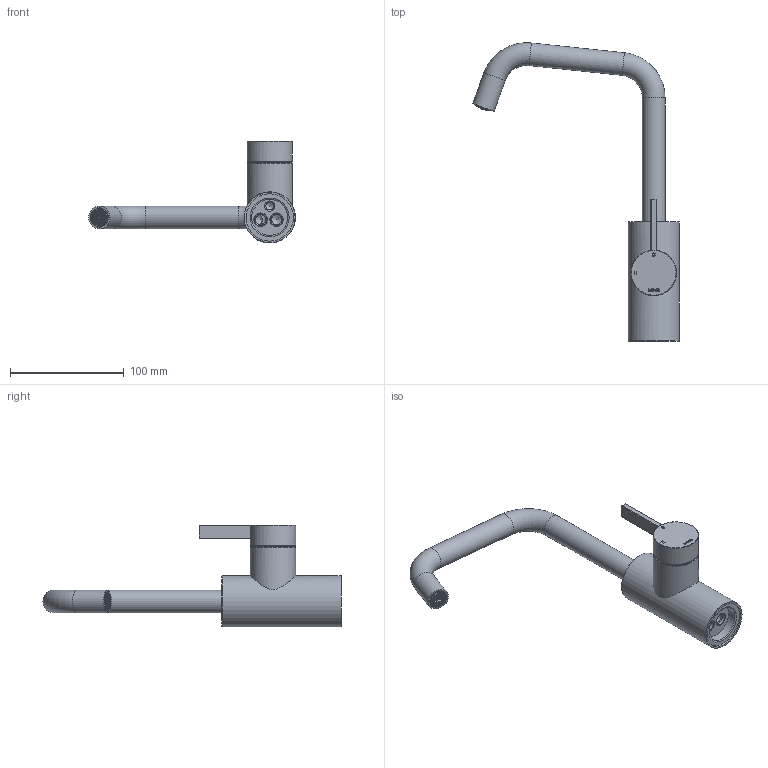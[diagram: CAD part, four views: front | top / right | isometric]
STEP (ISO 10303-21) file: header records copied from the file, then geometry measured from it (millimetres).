
FILE_DESCRIPTION(/* description */ ('Unknown'),/* implementation_level */ '2;1');
FILE_NAME(/* name */ 'AF014',/* time_stamp */ '2023-02-24T09:44:41+01:00',/* author */ ('Unknown'),/* organization */ ('Unknown'),/* preprocessor_version */ 'ST-DEVELOPER v18.102',/* originating_system */ 'Solid Edge',/* authorisation */ 'Unknown');
FILE_SCHEMA (('AUTOMOTIVE_DESIGN {1 0 10303 214 3 1 1}'));
Length unit declared in the file: millimetre
Products named in the file (13): AF014-00; ABIX212C001; ABIX201C002; SCCBSC0002; AF014-001_oa_0; ABIX005C010; ABIX005C014; AF014-06; BSIVITA004; SARBSA0003; SARBSC0003; SORBSC0017
Assembly tree (12 placements, depth 3):
  AF014-00
    ABIX212C001
    ABIX201C002
    SCCBSC0002
    AF014-001_oa_0
      ABIX005C010
      ABIX005C014
    AF014-06
    BSIVITA004
    SARBSA0003
      SARBSA0003
      SARBSC0003
      SORBSC0017
Bounding box: 181.86 x 262.64 x 89.8 mm (x, y, z)
Volume: 202768.1 mm3; surface area: 84844.8 mm2
Topology: 9 solids, 9 shells, 2804 faces, 8025 edges, 5319 vertices
Faces by surface type: plane 1883, torus 409, cylinder 312, bspline 131, cone 61, sphere 8
Full cylindrical faces by diameter (mm): 0.9 x3, 1.5 x1, 2.5 x3, 3 x1, 3.2 x1, 3.5 x2, 6 x5, 6.2 x1, 6.8 x1, 9 x3, 11 x3, 12.15 x2, 13.4 x1, 13.45 x1, 13.55 x3, 14.55 x1, 15 x4, 15.15 x1, 15.169 x1, 15.4 x2, 15.5 x6, 16.4 x1, 16.5 x1, 16.7 x1, 16.9 x1, 17 x1, 18.4 x3, 18.7 x2, 20 x4, 31 x1
Entity records: 106760 total; most frequent: CARTESIAN_POINT 38601, ORIENTED_EDGE 15476, DIRECTION 11243, EDGE_CURVE 7738, VERTEX_POINT 5220, AXIS2_PLACEMENT_3D 4132, FACE_BOUND 3356, EDGE_LOOP 3344
